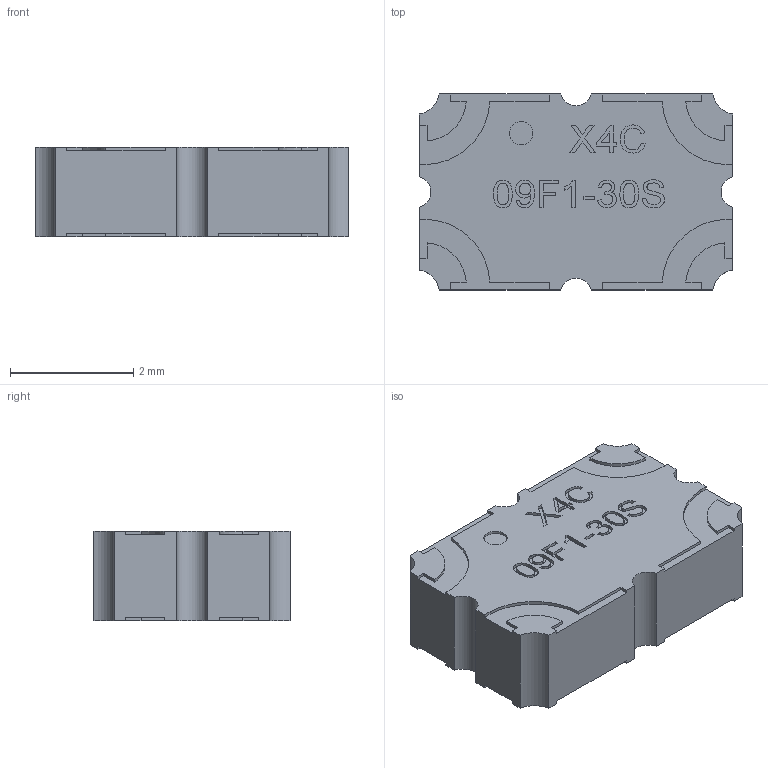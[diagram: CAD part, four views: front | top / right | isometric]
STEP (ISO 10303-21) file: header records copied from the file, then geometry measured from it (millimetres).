
FILE_DESCRIPTION (( 'STEP AP203' ), '1' );
FILE_NAME ('X4C09F1-30S.STEP', '2025-02-07T18:10:53', ( '' ), ( '' ), 'SwSTEP 2.0', 'SolidWorks 2023', '' );
FILE_SCHEMA (( 'CONFIG_CONTROL_DESIGN' ));
Length unit declared in the file: inch
Products named in the file (1): X4C09F1-30S
Bounding box: 5.08 x 3.17 x 1.45 mm (x, y, z)
Volume: 22.1 mm3; surface area: 57.4 mm2
Topology: 1 solids, 1 shells, 260 faces, 723 edges, 482 vertices
Faces by surface type: plane 164, bspline 75, cylinder 21
Entity records: 12682 total; most frequent: CARTESIAN_POINT 6405, ORIENTED_EDGE 1446, DIRECTION 987, EDGE_CURVE 723, VECTOR 531, LINE 531, VERTEX_POINT 482, EDGE_LOOP 277
